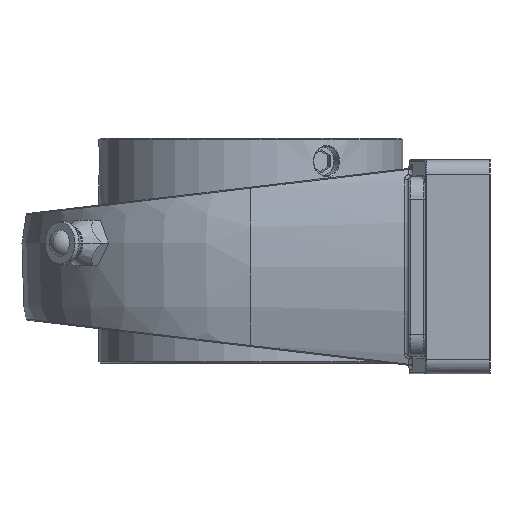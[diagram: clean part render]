
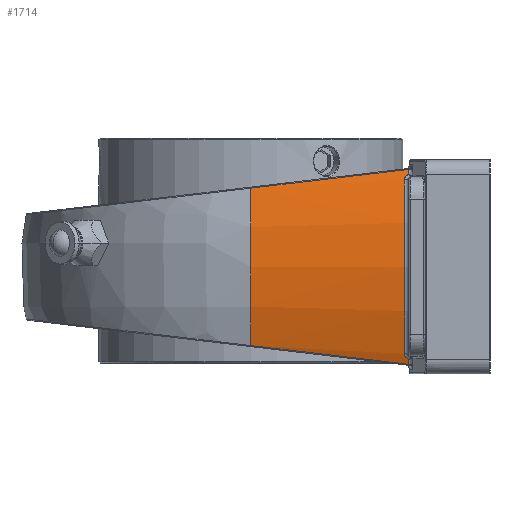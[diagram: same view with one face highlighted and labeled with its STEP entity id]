
A CAD part, left-side view. The second image highlights one B-rep face of the part: STEP entity #1714.
In plain terms, the highlighted cylindrical face has radius 96.8 mm (diameter 193.6 mm), a partial arc.
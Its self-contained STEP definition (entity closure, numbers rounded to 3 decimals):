
#1705 = VERTEX_POINT ( 'NONE', #4388 ) ;
#1706 = EDGE_CURVE ( 'NONE', #1935, #1934, #4498, .T. ) ;
#1714 = ADVANCED_FACE ( 'NONE', ( #4463 ), #4460, .T. ) ;
#1715 = EDGE_CURVE ( 'NONE', #1736, #1735, #4446, .T. ) ;
#1719 = ORIENTED_EDGE ( 'NONE', *, *, #1925, .T. ) ;
#1720 = VERTEX_POINT ( 'NONE', #4599 ) ;
#1724 = ORIENTED_EDGE ( 'NONE', *, *, #1918, .T. ) ;
#1725 = ORIENTED_EDGE ( 'NONE', *, *, #1731, .T. ) ;
#1726 = ORIENTED_EDGE ( 'NONE', *, *, #1733, .T. ) ;
#1727 = EDGE_CURVE ( 'NONE', #1720, #1736, #4593, .T. ) ;
#1729 = ORIENTED_EDGE ( 'NONE', *, *, #1715, .T. ) ;
#1731 = EDGE_CURVE ( 'NONE', #1705, #1720, #4625, .T. ) ;
#1733 = EDGE_CURVE ( 'NONE', #1934, #1705, #4598, .T. ) ;
#1734 = ORIENTED_EDGE ( 'NONE', *, *, #1767, .T. ) ;
#1735 = VERTEX_POINT ( 'NONE', #4624 ) ;
#1736 = VERTEX_POINT ( 'NONE', #4602 ) ;
#1737 = ORIENTED_EDGE ( 'NONE', *, *, #1727, .T. ) ;
#1738 = ORIENTED_EDGE ( 'NONE', *, *, #1706, .T. ) ;
#1767 = EDGE_CURVE ( 'NONE', #1735, #1930, #4744, .T. ) ;
#1918 = EDGE_CURVE ( 'NONE', #1931, #1935, #5084, .T. ) ;
#1921 = EDGE_LOOP ( 'NONE', ( #1719, #1724, #1738, #1726, #1725, #1737, #1729, #1734 ) ) ;
#1925 = EDGE_CURVE ( 'NONE', #1930, #1931, #5069, .T. ) ;
#1930 = VERTEX_POINT ( 'NONE', #5095 ) ;
#1931 = VERTEX_POINT ( 'NONE', #5094 ) ;
#1934 = VERTEX_POINT ( 'NONE', #5096 ) ;
#1935 = VERTEX_POINT ( 'NONE', #5092 ) ;
#4388 = CARTESIAN_POINT ( 'NONE',  ( -74.623, 29.5, 30.035 ) ) ;
#4421 = AXIS2_PLACEMENT_3D ( 'NONE', #4482, #4464, #4497 ) ;
#4438 = CARTESIAN_POINT ( 'NONE',  ( -75.507, 82.6, 27.175 ) ) ;
#4439 = CARTESIAN_POINT ( 'NONE',  ( -74.868, 64.232, 29.36 ) ) ;
#4440 = CARTESIAN_POINT ( 'NONE',  ( -74.152, 46.065, 31.521 ) ) ;
#4441 = CARTESIAN_POINT ( 'NONE',  ( -73.361, 28.121, 33.656 ) ) ;
#4446 =( BOUNDED_CURVE ( )  B_SPLINE_CURVE ( 3, ( #4441, #4440, #4439, #4438 ),
 .UNSPECIFIED., .F., .T. ) 
 B_SPLINE_CURVE_WITH_KNOTS ( ( 4, 4 ),
 ( 4.357, 4.428 ),
 .UNSPECIFIED. ) 
 CURVE ( )  GEOMETRIC_REPRESENTATION_ITEM ( )  RATIONAL_B_SPLINE_CURVE ( ( 1., 1., 1., 1. ) ) 
 REPRESENTATION_ITEM ( '' )  );
#4460 = CYLINDRICAL_SURFACE ( 'NONE', #4421, 96.8 ) ;
#4463 = FACE_OUTER_BOUND ( 'NONE', #1921, .T. ) ;
#4464 = DIRECTION ( 'NONE',  ( 0., 1., 0. ) ) ;
#4482 = CARTESIAN_POINT ( 'NONE',  ( 17.4, -46.47, 0. ) ) ;
#4489 = CARTESIAN_POINT ( 'NONE',  ( -74.623, 29.5, -30.035 ) ) ;
#4490 = CARTESIAN_POINT ( 'NONE',  ( -74.486, 29.5, -30.452 ) ) ;
#4491 = CARTESIAN_POINT ( 'NONE',  ( -74.349, 29.365, -30.862 ) ) ;
#4492 = CARTESIAN_POINT ( 'NONE',  ( -74.176, 28.986, -31.37 ) ) ;
#4493 = CARTESIAN_POINT ( 'NONE',  ( -74.125, 28.833, -31.518 ) ) ;
#4494 = CARTESIAN_POINT ( 'NONE',  ( -74.04, 28.481, -31.764 ) ) ;
#4495 = CARTESIAN_POINT ( 'NONE',  ( -74.007, 28.286, -31.858 ) ) ;
#4496 = CARTESIAN_POINT ( 'NONE',  ( -73.986, 28.077, -31.92 ) ) ;
#4497 = DIRECTION ( 'NONE',  ( 0., 0., 1. ) ) ;
#4498 = B_SPLINE_CURVE_WITH_KNOTS ( 'NONE', 3,
 ( #4496, #4495, #4494, #4493, #4492, #4491, #4490, #4489 ),
 .UNSPECIFIED., .F., .F.,
 ( 4, 2, 2, 4 ),
 ( 0.001, 0.001, 0.002, 0.003 ),
 .UNSPECIFIED. ) ;
#4588 = CARTESIAN_POINT ( 'NONE',  ( -73.361, 28.121, 33.656 ) ) ;
#4589 = CARTESIAN_POINT ( 'NONE',  ( -73.575, 28.106, 33.079 ) ) ;
#4590 = CARTESIAN_POINT ( 'NONE',  ( -73.783, 28.091, 32.501 ) ) ;
#4591 = CARTESIAN_POINT ( 'NONE',  ( -73.986, 28.077, 31.92 ) ) ;
#4593 =( BOUNDED_CURVE ( )  B_SPLINE_CURVE ( 3, ( #4591, #4590, #4589, #4588 ),
 .UNSPECIFIED., .F., .T. ) 
 B_SPLINE_CURVE_WITH_KNOTS ( ( 4, 4 ),
 ( 3.478, 3.497 ),
 .UNSPECIFIED. ) 
 CURVE ( )  GEOMETRIC_REPRESENTATION_ITEM ( )  RATIONAL_B_SPLINE_CURVE ( ( 1., 1., 1., 1. ) ) 
 REPRESENTATION_ITEM ( '' )  );
#4598 = CIRCLE ( 'NONE', #4605, 96.8 ) ;
#4599 = CARTESIAN_POINT ( 'NONE',  ( -73.986, 28.077, 31.92 ) ) ;
#4602 = CARTESIAN_POINT ( 'NONE',  ( -73.361, 28.121, 33.656 ) ) ;
#4605 = AXIS2_PLACEMENT_3D ( 'NONE', #4626, #4621, #4620 ) ;
#4606 = CARTESIAN_POINT ( 'NONE',  ( -73.986, 28.077, 31.92 ) ) ;
#4607 = CARTESIAN_POINT ( 'NONE',  ( -73.996, 28.181, 31.89 ) ) ;
#4608 = CARTESIAN_POINT ( 'NONE',  ( -74.01, 28.281, 31.851 ) ) ;
#4609 = CARTESIAN_POINT ( 'NONE',  ( -74.043, 28.476, 31.757 ) ) ;
#4610 = CARTESIAN_POINT ( 'NONE',  ( -74.062, 28.57, 31.702 ) ) ;
#4611 = CARTESIAN_POINT ( 'NONE',  ( -74.104, 28.745, 31.58 ) ) ;
#4612 = CARTESIAN_POINT ( 'NONE',  ( -74.127, 28.827, 31.512 ) ) ;
#4613 = CARTESIAN_POINT ( 'NONE',  ( -74.178, 28.979, 31.365 ) ) ;
#4614 = CARTESIAN_POINT ( 'NONE',  ( -74.205, 29.05, 31.284 ) ) ;
#4615 = CARTESIAN_POINT ( 'NONE',  ( -74.292, 29.238, 31.031 ) ) ;
#4616 = CARTESIAN_POINT ( 'NONE',  ( -74.355, 29.335, 30.844 ) ) ;
#4617 = CARTESIAN_POINT ( 'NONE',  ( -74.487, 29.467, 30.448 ) ) ;
#4618 = CARTESIAN_POINT ( 'NONE',  ( -74.554, 29.5, 30.244 ) ) ;
#4619 = CARTESIAN_POINT ( 'NONE',  ( -74.623, 29.5, 30.035 ) ) ;
#4620 = DIRECTION ( 'NONE',  ( 0., 0., 1. ) ) ;
#4621 = DIRECTION ( 'NONE',  ( 0., 1., 0. ) ) ;
#4624 = CARTESIAN_POINT ( 'NONE',  ( -75.507, 82.6, 27.175 ) ) ;
#4625 = B_SPLINE_CURVE_WITH_KNOTS ( 'NONE', 3,
 ( #4619, #4618, #4617, #4616, #4615, #4614, #4613, #4612, #4611, #4610, #4609, #4608, #4607, #4606 ),
 .UNSPECIFIED., .F., .F.,
 ( 4, 2, 2, 2, 2, 2, 4 ),
 ( 0., 0.001, 0.001, 0.002, 0.002, 0.002, 0.003 ),
 .UNSPECIFIED. ) ;
#4626 = CARTESIAN_POINT ( 'NONE',  ( 17.4, 29.5, 0. ) ) ;
#4744 = CIRCLE ( 'NONE', #4790, 96.8 ) ;
#4787 = DIRECTION ( 'NONE',  ( 0., 0., -1. ) ) ;
#4788 = DIRECTION ( 'NONE',  ( 0., -1., 0. ) ) ;
#4789 = CARTESIAN_POINT ( 'NONE',  ( 17.4, 82.6, 0. ) ) ;
#4790 = AXIS2_PLACEMENT_3D ( 'NONE', #4789, #4788, #4787 ) ;
#5065 = CARTESIAN_POINT ( 'NONE',  ( -73.361, 28.121, -33.656 ) ) ;
#5066 = CARTESIAN_POINT ( 'NONE',  ( -74.152, 46.065, -31.521 ) ) ;
#5067 = CARTESIAN_POINT ( 'NONE',  ( -74.868, 64.232, -29.36 ) ) ;
#5068 = CARTESIAN_POINT ( 'NONE',  ( -75.507, 82.6, -27.175 ) ) ;
#5069 =( BOUNDED_CURVE ( )  B_SPLINE_CURVE ( 3, ( #5068, #5067, #5066, #5065 ),
 .UNSPECIFIED., .F., .T. ) 
 B_SPLINE_CURVE_WITH_KNOTS ( ( 4, 4 ),
 ( 1.855, 1.926 ),
 .UNSPECIFIED. ) 
 CURVE ( )  GEOMETRIC_REPRESENTATION_ITEM ( )  RATIONAL_B_SPLINE_CURVE ( ( 1., 1., 1., 1. ) ) 
 REPRESENTATION_ITEM ( '' )  );
#5079 = CARTESIAN_POINT ( 'NONE',  ( -73.986, 28.077, -31.92 ) ) ;
#5080 = CARTESIAN_POINT ( 'NONE',  ( -73.783, 28.091, -32.501 ) ) ;
#5081 = CARTESIAN_POINT ( 'NONE',  ( -73.575, 28.106, -33.079 ) ) ;
#5082 = CARTESIAN_POINT ( 'NONE',  ( -73.361, 28.121, -33.656 ) ) ;
#5084 =( BOUNDED_CURVE ( )  B_SPLINE_CURVE ( 3, ( #5082, #5081, #5080, #5079 ),
 .UNSPECIFIED., .F., .T. ) 
 B_SPLINE_CURVE_WITH_KNOTS ( ( 4, 4 ),
 ( 2.786, 2.806 ),
 .UNSPECIFIED. ) 
 CURVE ( )  GEOMETRIC_REPRESENTATION_ITEM ( )  RATIONAL_B_SPLINE_CURVE ( ( 1., 1., 1., 1. ) ) 
 REPRESENTATION_ITEM ( '' )  );
#5092 = CARTESIAN_POINT ( 'NONE',  ( -73.986, 28.077, -31.92 ) ) ;
#5094 = CARTESIAN_POINT ( 'NONE',  ( -73.361, 28.121, -33.656 ) ) ;
#5095 = CARTESIAN_POINT ( 'NONE',  ( -75.507, 82.6, -27.175 ) ) ;
#5096 = CARTESIAN_POINT ( 'NONE',  ( -74.623, 29.5, -30.035 ) ) ;
